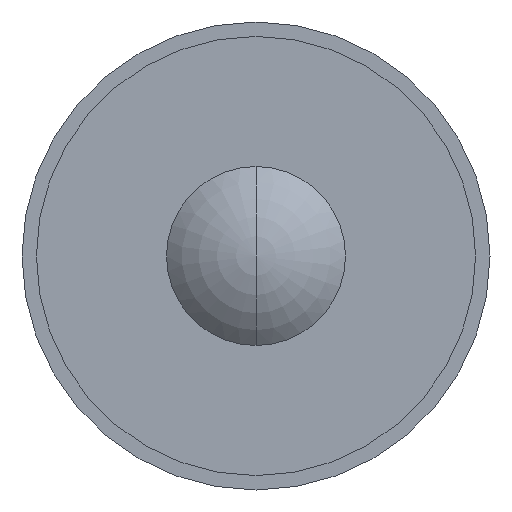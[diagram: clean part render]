
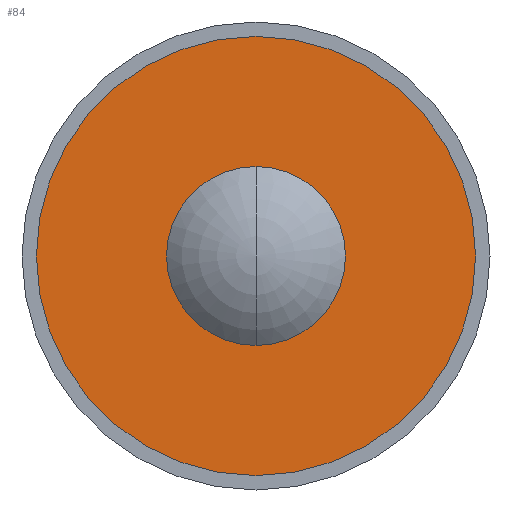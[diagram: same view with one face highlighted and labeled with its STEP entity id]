
A CAD part, front view. The second image highlights one B-rep face of the part: STEP entity #84.
In plain terms, the highlighted planar face has unit normal (0, -1, 0).
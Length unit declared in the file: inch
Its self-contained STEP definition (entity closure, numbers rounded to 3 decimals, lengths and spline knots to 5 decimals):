
#10 = CARTESIAN_POINT ( 'NONE',  ( 0., -0.05274, 0.0557 ) ) ;
#11 = DIRECTION ( 'NONE',  ( 0., 0., -1. ) ) ;
#37 = ORIENTED_EDGE ( 'NONE', *, *, #516, .F. ) ;
#71 = DIRECTION ( 'NONE',  ( 0., 1., 0. ) ) ;
#84 = ADVANCED_FACE ( 'NONE', ( #397, #388 ), #125, .F. ) ;
#125 = PLANE ( 'NONE',  #549 ) ;
#151 = EDGE_LOOP ( 'NONE', ( #707, #786 ) ) ;
#159 = EDGE_LOOP ( 'NONE', ( #37, #653 ) ) ;
#185 = DIRECTION ( 'NONE',  ( 0., 0., -1. ) ) ;
#237 = DIRECTION ( 'NONE',  ( 0., -1., 0. ) ) ;
#241 = CIRCLE ( 'NONE', #480, 0.0557 ) ;
#290 = EDGE_CURVE ( 'NONE', #564, #405, #241, .T. ) ;
#299 = DIRECTION ( 'NONE',  ( 0., 0., -1. ) ) ;
#325 = DIRECTION ( 'NONE',  ( 0., -1., 0. ) ) ;
#338 = CARTESIAN_POINT ( 'NONE',  ( 0., -0.05274, -0.0557 ) ) ;
#370 = EDGE_CURVE ( 'NONE', #588, #777, #599, .T. ) ;
#388 = FACE_OUTER_BOUND ( 'NONE', #151, .T. ) ;
#397 = FACE_BOUND ( 'NONE', #159, .T. ) ;
#405 = VERTEX_POINT ( 'NONE', #338 ) ;
#407 = CIRCLE ( 'NONE', #669, 0.13671 ) ;
#480 = AXIS2_PLACEMENT_3D ( 'NONE', #668, #325, #185 ) ;
#484 = DIRECTION ( 'NONE',  ( 0., 0., -1. ) ) ;
#499 = CARTESIAN_POINT ( 'NONE',  ( 0., -0.05274, -0.13671 ) ) ;
#505 = CARTESIAN_POINT ( 'NONE',  ( 0., -0.05274, 0.13671 ) ) ;
#516 = EDGE_CURVE ( 'NONE', #405, #564, #816, .T. ) ;
#535 = AXIS2_PLACEMENT_3D ( 'NONE', #544, #671, #484 ) ;
#544 = CARTESIAN_POINT ( 'NONE',  ( 0., -0.05274, 0. ) ) ;
#549 = AXIS2_PLACEMENT_3D ( 'NONE', #663, #71, #736 ) ;
#564 = VERTEX_POINT ( 'NONE', #10 ) ;
#588 = VERTEX_POINT ( 'NONE', #499 ) ;
#599 = CIRCLE ( 'NONE', #535, 0.13671 ) ;
#635 = AXIS2_PLACEMENT_3D ( 'NONE', #688, #691, #11 ) ;
#653 = ORIENTED_EDGE ( 'NONE', *, *, #290, .F. ) ;
#663 = CARTESIAN_POINT ( 'NONE',  ( 0., -0.05274, 0. ) ) ;
#668 = CARTESIAN_POINT ( 'NONE',  ( 0., -0.05274, 0. ) ) ;
#669 = AXIS2_PLACEMENT_3D ( 'NONE', #834, #237, #299 ) ;
#671 = DIRECTION ( 'NONE',  ( 0., -1., 0. ) ) ;
#688 = CARTESIAN_POINT ( 'NONE',  ( 0., -0.05274, 0. ) ) ;
#691 = DIRECTION ( 'NONE',  ( 0., -1., 0. ) ) ;
#707 = ORIENTED_EDGE ( 'NONE', *, *, #370, .T. ) ;
#736 = DIRECTION ( 'NONE',  ( 0., 0., 1. ) ) ;
#741 = EDGE_CURVE ( 'NONE', #777, #588, #407, .T. ) ;
#777 = VERTEX_POINT ( 'NONE', #505 ) ;
#786 = ORIENTED_EDGE ( 'NONE', *, *, #741, .T. ) ;
#816 = CIRCLE ( 'NONE', #635, 0.0557 ) ;
#834 = CARTESIAN_POINT ( 'NONE',  ( 0., -0.05274, 0. ) ) ;
